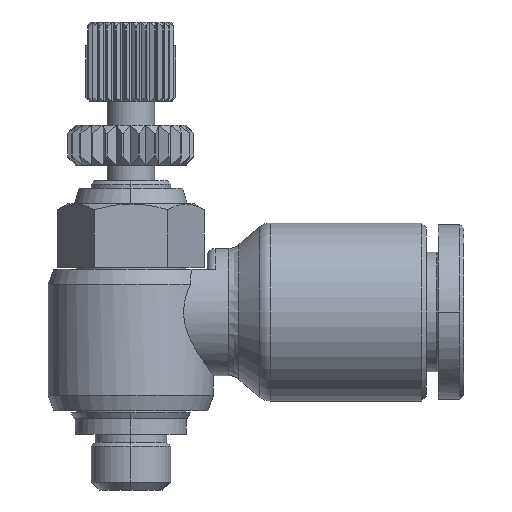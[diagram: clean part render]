
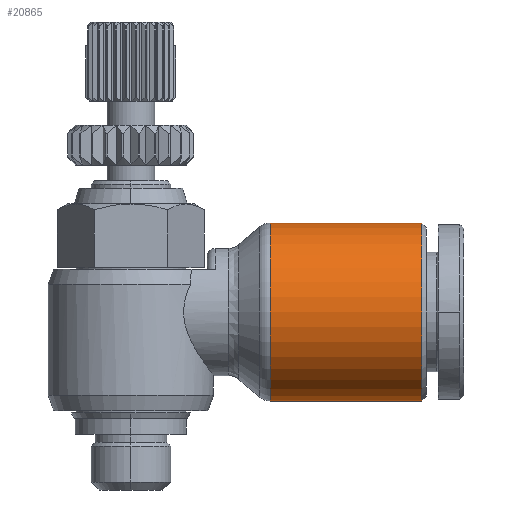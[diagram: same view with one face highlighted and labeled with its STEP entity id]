
A CAD part, front view. The second image highlights one B-rep face of the part: STEP entity #20865.
In plain terms, the highlighted cylindrical face has radius 5.6 mm (diameter 11.2 mm), a partial arc.
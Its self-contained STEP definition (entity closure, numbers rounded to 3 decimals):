
#141=CARTESIAN_POINT('',(-20.3,0.,5.6));
#142=VERTEX_POINT('',#141);
#143=CARTESIAN_POINT('',(-10.765,0.,5.6));
#144=VERTEX_POINT('',#143);
#145=CARTESIAN_POINT('',(-20.3,0.,5.6));
#146=DIRECTION('',(1.0,0.0,0.0));
#147=VECTOR('',#146,9.535);
#148=LINE('',#145,#147);
#149=EDGE_CURVE('',#142,#144,#148,.T.);
#151=CARTESIAN_POINT('',(-20.3,0.,-5.6));
#152=VERTEX_POINT('',#151);
#160=CARTESIAN_POINT('',(-10.765,0.,-5.6));
#161=VERTEX_POINT('',#160);
#162=CARTESIAN_POINT('',(-10.765,0.,-5.6));
#163=DIRECTION('',(-1.0,0.0,0.0));
#164=VECTOR('',#163,9.535);
#165=LINE('',#162,#164);
#166=EDGE_CURVE('',#161,#152,#165,.T.);
#192=CARTESIAN_POINT('',(-10.765,0.,0.));
#193=DIRECTION('',(1.0,0.0,0.0));
#194=DIRECTION('',(0.0,0.0,-1.0));
#195=AXIS2_PLACEMENT_3D('',#192,#193,#194);
#196=CIRCLE('',#195,5.6);
#197=EDGE_CURVE('',#161,#144,#196,.T.);
#2247=CARTESIAN_POINT('',(-20.3,0.,0.));
#2248=DIRECTION('',(-1.0,0.0,0.0));
#2249=DIRECTION('',(0.0,0.0,-1.0));
#2250=AXIS2_PLACEMENT_3D('',#2247,#2248,#2249);
#2251=CIRCLE('',#2250,5.6);
#2252=EDGE_CURVE('',#142,#152,#2251,.T.);
#20854=CARTESIAN_POINT('',(-14.7,0.,0.));
#20855=DIRECTION('',(1.0,0.,0.));
#20856=DIRECTION('',(0.0,0.0,1.0));
#20857=AXIS2_PLACEMENT_3D('',#20854,#20855,#20856);
#20858=CYLINDRICAL_SURFACE('',#20857,5.6);
#20859=ORIENTED_EDGE('',*,*,#149,.T.);
#20860=ORIENTED_EDGE('',*,*,#197,.F.);
#20861=ORIENTED_EDGE('',*,*,#166,.T.);
#20862=ORIENTED_EDGE('',*,*,#2252,.F.);
#20863=EDGE_LOOP('',(#20859,#20860,#20861,#20862));
#20864=FACE_OUTER_BOUND('',#20863,.T.);
#20865=ADVANCED_FACE('',(#20864),#20858,.T.);
